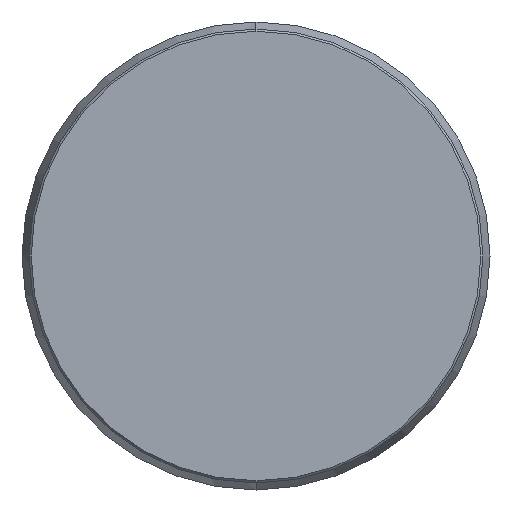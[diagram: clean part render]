
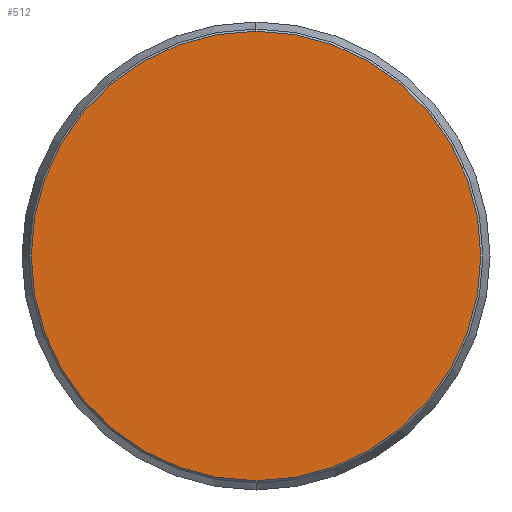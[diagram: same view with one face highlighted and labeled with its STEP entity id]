
A CAD part, left-side view. The second image highlights one B-rep face of the part: STEP entity #512.
In plain terms, the highlighted planar face has unit normal (-1, 0, 0).
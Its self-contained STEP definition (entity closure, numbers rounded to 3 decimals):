
#57 = PLANE ( 'NONE',  #126 ) ;
#117 = CIRCLE ( 'NONE', #397, 31.7 ) ;
#119 = CARTESIAN_POINT ( 'NONE',  ( 0., 0., 0. ) ) ;
#126 = AXIS2_PLACEMENT_3D ( 'NONE', #119, #316, #447 ) ;
#148 = VERTEX_POINT ( 'NONE', #480 ) ;
#302 = AXIS2_PLACEMENT_3D ( 'NONE', #835, #384, #772 ) ;
#307 = DIRECTION ( 'NONE',  ( 0., 0., 1. ) ) ;
#315 = EDGE_CURVE ( 'NONE', #148, #336, #117, .T. ) ;
#316 = DIRECTION ( 'NONE',  ( 1., 0., 0. ) ) ;
#336 = VERTEX_POINT ( 'NONE', #583 ) ;
#354 = EDGE_LOOP ( 'NONE', ( #496, #740 ) ) ;
#384 = DIRECTION ( 'NONE',  ( -1., 0., 0. ) ) ;
#397 = AXIS2_PLACEMENT_3D ( 'NONE', #514, #836, #307 ) ;
#447 = DIRECTION ( 'NONE',  ( 0., 0., -1. ) ) ;
#480 = CARTESIAN_POINT ( 'NONE',  ( 0., 0., -31.7 ) ) ;
#496 = ORIENTED_EDGE ( 'NONE', *, *, #315, .T. ) ;
#512 = ADVANCED_FACE ( 'NONE', ( #691 ), #57, .F. ) ;
#514 = CARTESIAN_POINT ( 'NONE',  ( 0., 0., 0. ) ) ;
#541 = EDGE_CURVE ( 'NONE', #336, #148, #552, .T. ) ;
#552 = CIRCLE ( 'NONE', #302, 31.7 ) ;
#583 = CARTESIAN_POINT ( 'NONE',  ( 0., 0., 31.7 ) ) ;
#691 = FACE_OUTER_BOUND ( 'NONE', #354, .T. ) ;
#740 = ORIENTED_EDGE ( 'NONE', *, *, #541, .T. ) ;
#772 = DIRECTION ( 'NONE',  ( 0., 0., 1. ) ) ;
#835 = CARTESIAN_POINT ( 'NONE',  ( 0., 0., 0. ) ) ;
#836 = DIRECTION ( 'NONE',  ( -1., 0., 0. ) ) ;
